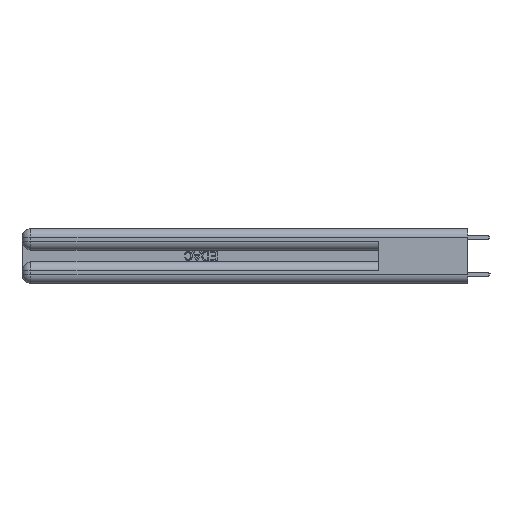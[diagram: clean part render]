
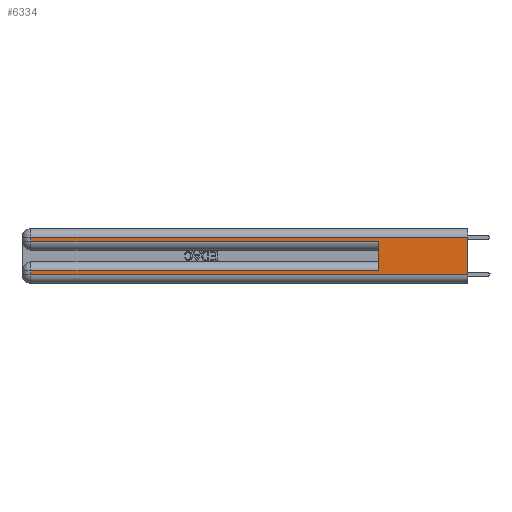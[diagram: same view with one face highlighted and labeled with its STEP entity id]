
A CAD part, left-side view. The second image highlights one B-rep face of the part: STEP entity #6334.
In plain terms, the highlighted planar face has unit normal (-1, 0, 0).
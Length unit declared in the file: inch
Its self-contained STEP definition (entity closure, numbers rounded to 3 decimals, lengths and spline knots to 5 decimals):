
#138 = CARTESIAN_POINT ( 'NONE',  ( 0., 2.94, 0.06 ) ) ;
#1060 = ORIENTED_EDGE ( 'NONE', *, *, #32557, .T. ) ;
#2595 = VERTEX_POINT ( 'NONE', #5617 ) ;
#2751 = LINE ( 'NONE', #11958, #9303 ) ;
#2784 = EDGE_CURVE ( 'NONE', #31819, #12174, #3918, .T. ) ;
#3001 = ORIENTED_EDGE ( 'NONE', *, *, #19841, .T. ) ;
#3918 = LINE ( 'NONE', #32370, #24153 ) ;
#3987 = FACE_OUTER_BOUND ( 'NONE', #36373, .T. ) ;
#4670 = VERTEX_POINT ( 'NONE', #30608 ) ;
#5617 = CARTESIAN_POINT ( 'NONE',  ( 0., 0., 0.06 ) ) ;
#6334 = ADVANCED_FACE ( 'NONE', ( #3987 ), #29618, .F. ) ;
#6552 = DIRECTION ( 'NONE',  ( 0., 0., 1. ) ) ;
#6582 = DIRECTION ( 'NONE',  ( 0., 0., -1. ) ) ;
#6630 = CARTESIAN_POINT ( 'NONE',  ( 0., 0., 0.37 ) ) ;
#6689 = CARTESIAN_POINT ( 'NONE',  ( 0., 0., 0.06 ) ) ;
#6859 = VECTOR ( 'NONE', #6582, 39.37008 ) ;
#8060 = AXIS2_PLACEMENT_3D ( 'NONE', #6630, #29797, #21312 ) ;
#8281 = DIRECTION ( 'NONE',  ( 0., 0., -1. ) ) ;
#9303 = VECTOR ( 'NONE', #37035, 39.37008 ) ;
#9499 = LINE ( 'NONE', #6689, #20741 ) ;
#11075 = CARTESIAN_POINT ( 'NONE',  ( 0., 0., 0.37 ) ) ;
#11958 = CARTESIAN_POINT ( 'NONE',  ( 0., 0., 0.085 ) ) ;
#12174 = VERTEX_POINT ( 'NONE', #12900 ) ;
#12418 = LINE ( 'NONE', #24085, #6859 ) ;
#12900 = CARTESIAN_POINT ( 'NONE',  ( 0., 0.6, 0.285 ) ) ;
#14049 = LINE ( 'NONE', #27988, #29018 ) ;
#14383 = VECTOR ( 'NONE', #8281, 39.37008 ) ;
#14414 = DIRECTION ( 'NONE',  ( 0., 1., 0. ) ) ;
#14911 = ORIENTED_EDGE ( 'NONE', *, *, #25505, .T. ) ;
#15157 = EDGE_CURVE ( 'NONE', #23805, #12174, #14049, .T. ) ;
#17495 = VECTOR ( 'NONE', #31247, 39.37008 ) ;
#17554 = ORIENTED_EDGE ( 'NONE', *, *, #2784, .F. ) ;
#18184 = DIRECTION ( 'NONE',  ( 0., -1., 0. ) ) ;
#19550 = VECTOR ( 'NONE', #14414, 39.37008 ) ;
#19841 = EDGE_CURVE ( 'NONE', #28960, #30900, #25718, .T. ) ;
#20741 = VECTOR ( 'NONE', #18184, 39.37008 ) ;
#21312 = DIRECTION ( 'NONE',  ( 0., 0., -1. ) ) ;
#22043 = LINE ( 'NONE', #27892, #14383 ) ;
#22272 = ORIENTED_EDGE ( 'NONE', *, *, #34385, .F. ) ;
#22326 = DIRECTION ( 'NONE',  ( 0., -1., 0. ) ) ;
#23126 = CARTESIAN_POINT ( 'NONE',  ( 0., 0., 0.31 ) ) ;
#23238 = EDGE_CURVE ( 'NONE', #30900, #23805, #12418, .T. ) ;
#23805 = VERTEX_POINT ( 'NONE', #33639 ) ;
#24085 = CARTESIAN_POINT ( 'NONE',  ( 0., 2.94, 0.37 ) ) ;
#24153 = VECTOR ( 'NONE', #6552, 39.37008 ) ;
#25286 = EDGE_CURVE ( 'NONE', #31819, #4670, #2751, .T. ) ;
#25505 = EDGE_CURVE ( 'NONE', #27794, #2595, #9499, .T. ) ;
#25718 = LINE ( 'NONE', #28729, #19550 ) ;
#26245 = ORIENTED_EDGE ( 'NONE', *, *, #25286, .T. ) ;
#27211 = ORIENTED_EDGE ( 'NONE', *, *, #15157, .T. ) ;
#27794 = VERTEX_POINT ( 'NONE', #138 ) ;
#27892 = CARTESIAN_POINT ( 'NONE',  ( 0., 2.94, 0.37 ) ) ;
#27988 = CARTESIAN_POINT ( 'NONE',  ( 0., 0., 0.285 ) ) ;
#28729 = CARTESIAN_POINT ( 'NONE',  ( 0., 0., 0.31 ) ) ;
#28860 = CARTESIAN_POINT ( 'NONE',  ( 0., 2.94, 0.31 ) ) ;
#28960 = VERTEX_POINT ( 'NONE', #23126 ) ;
#29018 = VECTOR ( 'NONE', #22326, 39.37008 ) ;
#29618 = PLANE ( 'NONE',  #8060 ) ;
#29797 = DIRECTION ( 'NONE',  ( 1., 0., 0. ) ) ;
#30608 = CARTESIAN_POINT ( 'NONE',  ( 0., 2.94, 0.085 ) ) ;
#30678 = LINE ( 'NONE', #11075, #17495 ) ;
#30900 = VERTEX_POINT ( 'NONE', #28860 ) ;
#31247 = DIRECTION ( 'NONE',  ( 0., 0., -1. ) ) ;
#31819 = VERTEX_POINT ( 'NONE', #35310 ) ;
#32370 = CARTESIAN_POINT ( 'NONE',  ( 0., 0.6, 0.145 ) ) ;
#32557 = EDGE_CURVE ( 'NONE', #4670, #27794, #22043, .T. ) ;
#33394 = ORIENTED_EDGE ( 'NONE', *, *, #23238, .T. ) ;
#33639 = CARTESIAN_POINT ( 'NONE',  ( 0., 2.94, 0.285 ) ) ;
#34385 = EDGE_CURVE ( 'NONE', #28960, #2595, #30678, .T. ) ;
#35310 = CARTESIAN_POINT ( 'NONE',  ( 0., 0.6, 0.085 ) ) ;
#36373 = EDGE_LOOP ( 'NONE', ( #22272, #3001, #33394, #27211, #17554, #26245, #1060, #14911 ) ) ;
#37035 = DIRECTION ( 'NONE',  ( 0., 1., 0. ) ) ;
